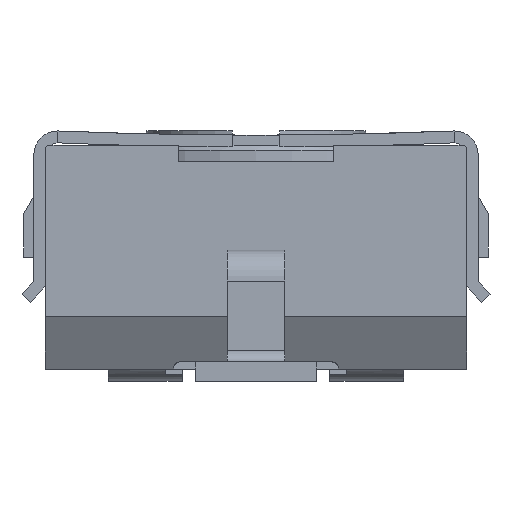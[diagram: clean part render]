
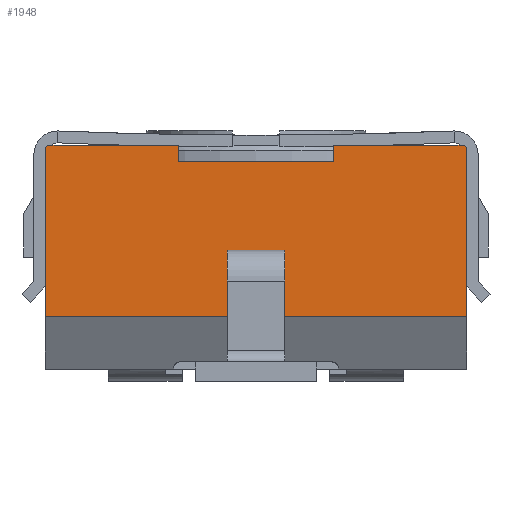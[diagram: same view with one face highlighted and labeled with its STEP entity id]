
A CAD part, left-side view. The second image highlights one B-rep face of the part: STEP entity #1948.
In plain terms, the highlighted planar face has unit normal (-1, 0, 0).
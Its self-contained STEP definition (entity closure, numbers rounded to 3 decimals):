
#327 = VERTEX_POINT('',#328);
#328 = CARTESIAN_POINT('',(-2.248,2.248,2.434));
#334 = EDGE_CURVE('',#335,#327,#337,.T.);
#335 = VERTEX_POINT('',#336);
#336 = CARTESIAN_POINT('',(-2.248,2.248,0.656));
#337 = LINE('',#338,#339);
#338 = CARTESIAN_POINT('',(-2.248,2.248,0.656));
#339 = VECTOR('',#340,1.);
#340 = DIRECTION('',(0.,0.,1.));
#1166 = VERTEX_POINT('',#1167);
#1167 = CARTESIAN_POINT('',(-2.248,-0.826,2.307));
#1173 = EDGE_CURVE('',#1174,#1166,#1176,.T.);
#1174 = VERTEX_POINT('',#1175);
#1175 = CARTESIAN_POINT('',(-2.248,0.826,2.307));
#1176 = LINE('',#1177,#1178);
#1177 = CARTESIAN_POINT('',(-2.248,0.826,2.307));
#1178 = VECTOR('',#1179,1.);
#1179 = DIRECTION('',(0.,-1.,0.));
#1407 = VERTEX_POINT('',#1408);
#1408 = CARTESIAN_POINT('',(-2.248,0.826,2.484));
#1414 = EDGE_CURVE('',#1415,#1407,#1417,.T.);
#1415 = VERTEX_POINT('',#1416);
#1416 = CARTESIAN_POINT('',(-2.248,2.197,2.484));
#1417 = LINE('',#1418,#1419);
#1418 = CARTESIAN_POINT('',(-2.248,2.197,2.484));
#1419 = VECTOR('',#1420,1.);
#1420 = DIRECTION('',(0.,-1.,0.));
#1841 = VERTEX_POINT('',#1842);
#1842 = CARTESIAN_POINT('',(-2.248,-2.197,2.484));
#1848 = EDGE_CURVE('',#1849,#1841,#1851,.T.);
#1849 = VERTEX_POINT('',#1850);
#1850 = CARTESIAN_POINT('',(-2.248,-0.826,2.484));
#1851 = LINE('',#1852,#1853);
#1852 = CARTESIAN_POINT('',(-2.248,-0.826,2.484));
#1853 = VECTOR('',#1854,1.);
#1854 = DIRECTION('',(0.,-1.,0.));
#1930 = EDGE_CURVE('',#1849,#1166,#1931,.T.);
#1931 = LINE('',#1932,#1933);
#1932 = CARTESIAN_POINT('',(-2.248,-0.826,2.484));
#1933 = VECTOR('',#1934,1.);
#1934 = DIRECTION('',(0.,0.,-1.));
#1948 = ADVANCED_FACE('',(#1949,#1992),#2026,.T.);
#1949 = FACE_BOUND('',#1950,.F.);
#1950 = EDGE_LOOP('',(#1951,#1958,#1959,#1965,#1966,#1967,#1968,#1977,
    #1985,#1991));
#1951 = ORIENTED_EDGE('',*,*,#1952,.F.);
#1952 = EDGE_CURVE('',#1415,#327,#1953,.T.);
#1953 = CIRCLE('',#1954,0.051);
#1954 = AXIS2_PLACEMENT_3D('',#1955,#1956,#1957);
#1955 = CARTESIAN_POINT('',(-2.248,2.197,2.434));
#1956 = DIRECTION('',(-1.,0.,0.));
#1957 = DIRECTION('',(0.,0.,1.));
#1958 = ORIENTED_EDGE('',*,*,#1414,.T.);
#1959 = ORIENTED_EDGE('',*,*,#1960,.T.);
#1960 = EDGE_CURVE('',#1407,#1174,#1961,.T.);
#1961 = LINE('',#1962,#1963);
#1962 = CARTESIAN_POINT('',(-2.248,0.826,2.484));
#1963 = VECTOR('',#1964,1.);
#1964 = DIRECTION('',(0.,0.,-1.));
#1965 = ORIENTED_EDGE('',*,*,#1173,.T.);
#1966 = ORIENTED_EDGE('',*,*,#1930,.F.);
#1967 = ORIENTED_EDGE('',*,*,#1848,.T.);
#1968 = ORIENTED_EDGE('',*,*,#1969,.F.);
#1969 = EDGE_CURVE('',#1970,#1841,#1972,.T.);
#1970 = VERTEX_POINT('',#1971);
#1971 = CARTESIAN_POINT('',(-2.248,-2.248,2.434));
#1972 = CIRCLE('',#1973,0.051);
#1973 = AXIS2_PLACEMENT_3D('',#1974,#1975,#1976);
#1974 = CARTESIAN_POINT('',(-2.248,-2.197,2.434));
#1975 = DIRECTION('',(-1.,0.,0.));
#1976 = DIRECTION('',(0.,-1.,0.));
#1977 = ORIENTED_EDGE('',*,*,#1978,.F.);
#1978 = EDGE_CURVE('',#1979,#1970,#1981,.T.);
#1979 = VERTEX_POINT('',#1980);
#1980 = CARTESIAN_POINT('',(-2.248,-2.248,0.656));
#1981 = LINE('',#1982,#1983);
#1982 = CARTESIAN_POINT('',(-2.248,-2.248,0.656));
#1983 = VECTOR('',#1984,1.);
#1984 = DIRECTION('',(0.,0.,1.));
#1985 = ORIENTED_EDGE('',*,*,#1986,.F.);
#1986 = EDGE_CURVE('',#335,#1979,#1987,.T.);
#1987 = LINE('',#1988,#1989);
#1988 = CARTESIAN_POINT('',(-2.248,2.248,0.656));
#1989 = VECTOR('',#1990,1.);
#1990 = DIRECTION('',(0.,-1.,0.));
#1991 = ORIENTED_EDGE('',*,*,#334,.T.);
#1992 = FACE_BOUND('',#1993,.F.);
#1993 = EDGE_LOOP('',(#1994,#2004,#2012,#2020));
#1994 = ORIENTED_EDGE('',*,*,#1995,.T.);
#1995 = EDGE_CURVE('',#1996,#1998,#2000,.T.);
#1996 = VERTEX_POINT('',#1997);
#1997 = CARTESIAN_POINT('',(-2.248,-0.305,1.367));
#1998 = VERTEX_POINT('',#1999);
#1999 = CARTESIAN_POINT('',(-2.248,0.305,1.367));
#2000 = LINE('',#2001,#2002);
#2001 = CARTESIAN_POINT('',(-2.248,-0.305,1.367));
#2002 = VECTOR('',#2003,1.);
#2003 = DIRECTION('',(0.,1.,0.));
#2004 = ORIENTED_EDGE('',*,*,#2005,.F.);
#2005 = EDGE_CURVE('',#2006,#1998,#2008,.T.);
#2006 = VERTEX_POINT('',#2007);
#2007 = CARTESIAN_POINT('',(-2.248,0.305,1.164));
#2008 = LINE('',#2009,#2010);
#2009 = CARTESIAN_POINT('',(-2.248,0.305,1.164));
#2010 = VECTOR('',#2011,1.);
#2011 = DIRECTION('',(0.,0.,1.));
#2012 = ORIENTED_EDGE('',*,*,#2013,.F.);
#2013 = EDGE_CURVE('',#2014,#2006,#2016,.T.);
#2014 = VERTEX_POINT('',#2015);
#2015 = CARTESIAN_POINT('',(-2.248,-0.305,1.164));
#2016 = LINE('',#2017,#2018);
#2017 = CARTESIAN_POINT('',(-2.248,-0.305,1.164));
#2018 = VECTOR('',#2019,1.);
#2019 = DIRECTION('',(0.,1.,0.));
#2020 = ORIENTED_EDGE('',*,*,#2021,.T.);
#2021 = EDGE_CURVE('',#2014,#1996,#2022,.T.);
#2022 = LINE('',#2023,#2024);
#2023 = CARTESIAN_POINT('',(-2.248,-0.305,1.164));
#2024 = VECTOR('',#2025,1.);
#2025 = DIRECTION('',(0.,0.,1.));
#2026 = PLANE('',#2027);
#2027 = AXIS2_PLACEMENT_3D('',#2028,#2029,#2030);
#2028 = CARTESIAN_POINT('',(-2.248,2.248,0.3));
#2029 = DIRECTION('',(-1.,0.,0.));
#2030 = DIRECTION('',(0.,-1.,0.));
